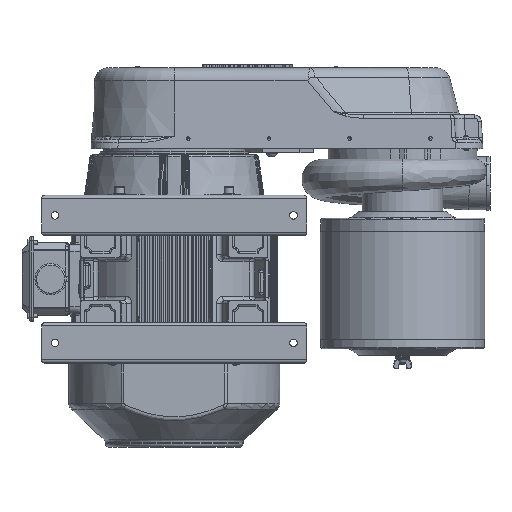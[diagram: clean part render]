
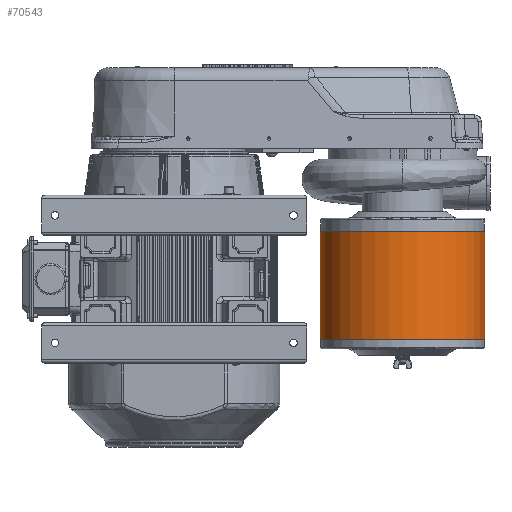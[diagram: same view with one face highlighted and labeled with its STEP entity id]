
A CAD part, front view. The second image highlights one B-rep face of the part: STEP entity #70543.
In plain terms, the highlighted cylindrical face has radius 155.448 mm (diameter 310.896 mm), a full revolution.
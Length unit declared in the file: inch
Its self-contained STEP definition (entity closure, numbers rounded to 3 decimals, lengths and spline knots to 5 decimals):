
#4720=FACE_OUTER_BOUND('',#9225,.T.);
#9225=EDGE_LOOP('',(#43976,#43977,#43978,#43979));
#13921=CIRCLE('',#75174,6.12);
#13922=CIRCLE('',#75176,6.12);
#20515=LINE('',#106021,#23533);
#23533=VECTOR('',#83635,6.12);
#26655=VERTEX_POINT('',#106017);
#26656=VERTEX_POINT('',#106020);
#33096=EDGE_CURVE('',#26655,#26655,#13921,.T.);
#33097=EDGE_CURVE('',#26655,#26656,#20515,.T.);
#33098=EDGE_CURVE('',#26656,#26656,#13922,.T.);
#43976=ORIENTED_EDGE('',*,*,#33096,.F.);
#43977=ORIENTED_EDGE('',*,*,#33097,.T.);
#43978=ORIENTED_EDGE('',*,*,#33098,.F.);
#43979=ORIENTED_EDGE('',*,*,#33097,.F.);
#64953=CYLINDRICAL_SURFACE('',#75175,6.12);
#70543=ADVANCED_FACE('',(#4720),#64953,.T.);
#75174=AXIS2_PLACEMENT_3D('',#106018,#83631,#83632);
#75175=AXIS2_PLACEMENT_3D('',#106019,#83633,#83634);
#75176=AXIS2_PLACEMENT_3D('',#106022,#83636,#83637);
#83631=DIRECTION('center_axis',(0.,0.,
-1.));
#83632=DIRECTION('ref_axis',(-1.,-0.008,0.));
#83633=DIRECTION('center_axis',(0.,0.,
-1.));
#83634=DIRECTION('ref_axis',(-1.,-0.008,0.));
#83635=DIRECTION('',(0.,0.,1.));
#83636=DIRECTION('center_axis',(0.,0.,
1.));
#83637=DIRECTION('ref_axis',(-1.,-0.008,0.));
#106017=CARTESIAN_POINT('',(23.09811,0.13086,-14.223));
#106018=CARTESIAN_POINT('Origin',(16.97829,0.08406,-14.223));
#106019=CARTESIAN_POINT('Origin',(16.97829,0.08406,-6.223));
#106020=CARTESIAN_POINT('',(23.09811,0.13086,-6.223));
#106021=CARTESIAN_POINT('',(23.09811,0.13086,-6.223));
#106022=CARTESIAN_POINT('Origin',(16.97829,0.08406,-6.223));
